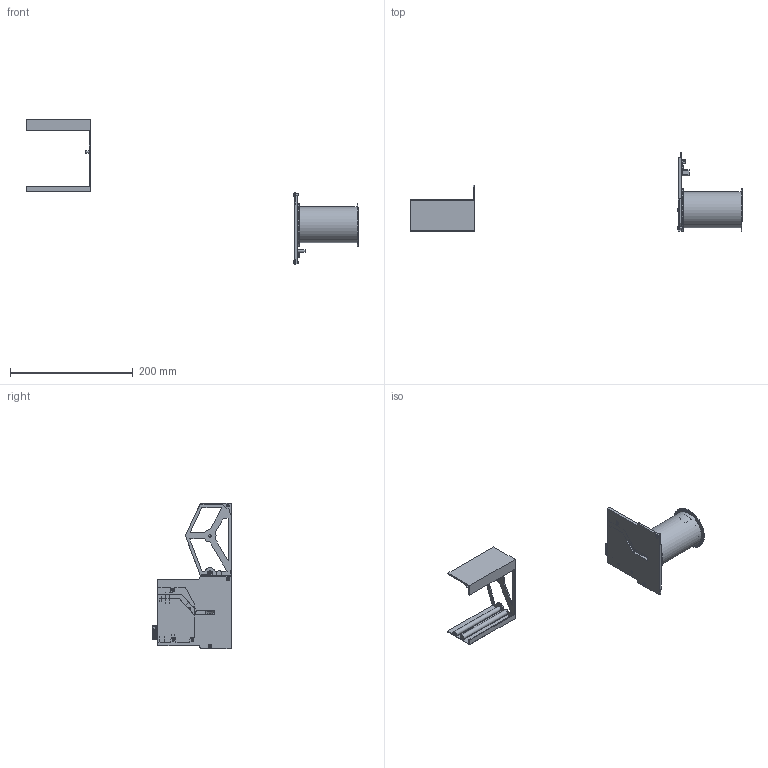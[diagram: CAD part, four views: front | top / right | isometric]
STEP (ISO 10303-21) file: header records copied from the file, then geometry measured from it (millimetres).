
FILE_DESCRIPTION(/* description */ (''),/* implementation_level */ '2;1');
FILE_NAME(/* name */ 'SplitFlap Unit 2U.step',/* time_stamp */ '2025-10-10T23:49:42+02:00',/* author */ (''),/* organization */ (''),/* preprocessor_version */ 'ST-DEVELOPER v20.1',/* originating_system */ 'Autodesk Translation Framework v14.17.0.0',/* authorisation */ '');
FILE_SCHEMA (('AUTOMOTIVE_DESIGN { 1 0 10303 214 3 1 1 }'));
Products named in the file (26): Module; Frame; Cover 2U; Drum 2U; MiniRotor; BigRotor; ModuleController 1; C_1206_3216Metric; Crystal_HC49-U_Vertical; TQFP-32_7x7mm_P0.8mm; CP_Radial_D6.3mm_P2.50mm; DIP-16_W7.62mm; SOT-23W; DIP-8_W7.62mm; JST_XH_B5B-XH-A_1x05_P2.50mm_Vertical; Fuse_0805_2012Metric; ModuleController_copper; ModuleController_pad; ModuleController_via; ModuleController_silkscreen; ModuleController_soldermask; ModuleController_PCB; C_0805_2012Metric; R_0805_2012Metric; DIN 912 - M3 x 0.5 x 5 Steel 4.6 Plain; DIN EN ISO 10642 - M3 x 8 Steel 8.8 Plain
Assembly tree (36 placements, depth 3):
  Module
    Frame
    Cover 2U
    Drum 2U
      MiniRotor
      BigRotor
    ModuleController 1
      C_1206_3216Metric
      C_0805_2012Metric  x6
      R_0805_2012Metric  x4
      Crystal_HC49-U_Vertical
      TQFP-32_7x7mm_P0.8mm
      CP_Radial_D6.3mm_P2.50mm
      DIP-16_W7.62mm
      SOT-23W
      DIP-8_W7.62mm
      JST_XH_B5B-XH-A_1x05_P2.50mm_Vertical
      Fuse_0805_2012Metric
      ModuleController_copper
      ModuleController_pad
      ModuleController_via
      ModuleController_silkscreen
      ModuleController_soldermask
      ModuleController_PCB
    DIN 912 - M3 x 0.5 x 5 Steel 4.6 Plain  x3
    DIN EN ISO 10642 - M3 x 8 Steel 8.8 Plain  x2
Bounding box: 541.21 x 127.58 x 237.06 mm (x, y, z)
Volume: 144964.4 mm3; surface area: 147307.6 mm2
Topology: 369 solids, 510 shells, 5380 faces, 15628 edges, 11187 vertices
Faces by surface type: plane 4011, cylinder 1320, cone 26, torus 13, bspline 10
Full cylindrical faces by diameter (mm): 0.4 x174, 0.5 x5, 0.75 x84, 0.8 x58, 0.9 x15, 0.95 x10, 1 x2, 1.5 x4, 1.6 x46, 2.3 x2, 2.927 x5, 3.15 x9, 3.2 x11, 3.3 x1, 3.8 x2, 4 x1, 4.1 x4, 4.2 x3, 4.41 x1, 5.15 x1, 5.5 x5, 5.54 x2, 5.6 x6, 9 x1, 9.2 x1, 14 x4, 55.2 x1, 55.3 x1, 58.5 x1, 69.3 x2
Entity records: 174206 total; most frequent: CARTESIAN_POINT 31673, DIRECTION 28539, ORIENTED_EDGE 27165, EDGE_CURVE 14961, LINE 11581, VECTOR 11581, VERTEX_POINT 10758, AXIS2_PLACEMENT_3D 8479
